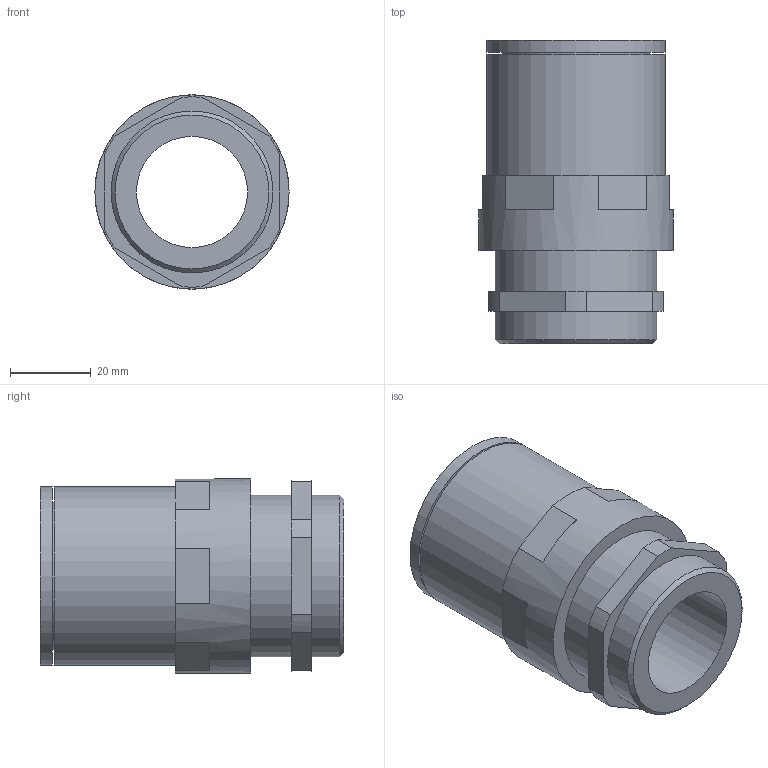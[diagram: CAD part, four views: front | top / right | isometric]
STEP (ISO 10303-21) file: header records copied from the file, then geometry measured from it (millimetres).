
FILE_DESCRIPTION( ( 'STEP AP203' ), '1' );
FILE_NAME( 'FLEXA RQGKZP-M 5112.234.240.stp', '2020-03-25T07:20:44', ( 'License CC BY-ND 4.0' ), ( 'CADENAS' ), ' ', 'PARTsolutions', ' ' );
FILE_SCHEMA( ( 'CONFIG_CONTROL_DESIGN' ) );
Length unit declared in the file: millimetre
Products named in the file (1): _FLEXA RQGKZP-M 5112.234.240
Bounding box: 48 x 75 x 48 mm (x, y, z)
Volume: 58590.7 mm3; surface area: 21484.5 mm2
Topology: 1 solids, 1 shells, 43 faces, 100 edges, 66 vertices
Faces by surface type: plane 27, cylinder 14, torus 1, cone 1
Full cylindrical faces by diameter (mm): 27.5 x1, 34.5 x1, 36.5 x1, 40 x2, 44 x2, 48 x1
Entity records: 1228 total; most frequent: DIRECTION 218, CARTESIAN_POINT 198, ORIENTED_EDGE 178, EDGE_CURVE 89, AXIS2_PLACEMENT_3D 85, VERTEX_POINT 65, EDGE_LOOP 62, FACE_OUTER_BOUND 52
